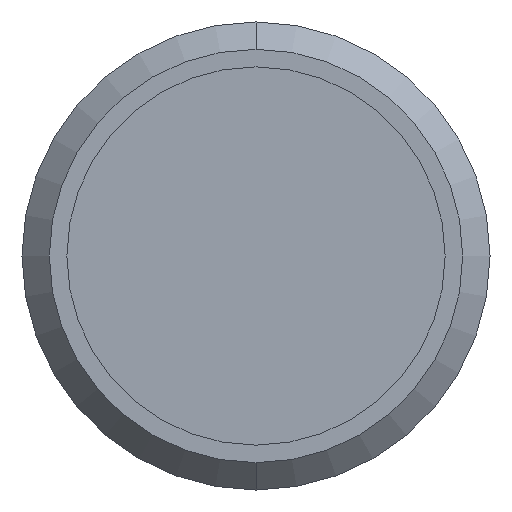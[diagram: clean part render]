
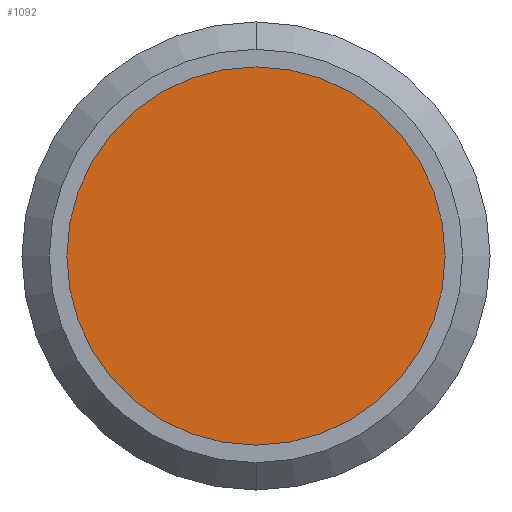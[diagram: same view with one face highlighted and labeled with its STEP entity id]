
A CAD part, front view. The second image highlights one B-rep face of the part: STEP entity #1092.
In plain terms, the highlighted planar face has unit normal (0, -1, 0).
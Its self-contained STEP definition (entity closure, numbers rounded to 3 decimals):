
#1092=ADVANCED_FACE('',(#2213),#2214,.T.);
#2213=FACE_OUTER_BOUND('',#3350,.T.);
#2214=PLANE('',#3351);
#3350=EDGE_LOOP('',(#6292,#6293));
#3351=AXIS2_PLACEMENT_3D('',#6294,#6295,#6296);
#6292=ORIENTED_EDGE('',*,*,#6522,.T.);
#6293=ORIENTED_EDGE('',*,*,#7584,.T.);
#6294=CARTESIAN_POINT('',(0.0,-0.01,2.425));
#6295=DIRECTION('',(0.0,-1.0,0.0));
#6296=DIRECTION('',(0.0,0.0,1.0));
#6522=EDGE_CURVE('',#7709,#7713,#7715,.T.);
#7584=EDGE_CURVE('',#7713,#7709,#9156,.T.);
#7709=VERTEX_POINT('',#9513);
#7713=VERTEX_POINT('',#9518);
#7715=CIRCLE('',#9521,4.85);
#9156=CIRCLE('',#11814,4.85);
#9513=CARTESIAN_POINT('',(0.0,-0.01,4.85));
#9518=CARTESIAN_POINT('',(0.,-0.01,-4.85));
#9521=AXIS2_PLACEMENT_3D('',#11984,#11985,#11986);
#11814=AXIS2_PLACEMENT_3D('',#13373,#13374,#13375);
#11984=CARTESIAN_POINT('',(0.0,-0.01,0.0));
#11985=DIRECTION('',(0.0,-1.0,0.0));
#11986=DIRECTION('',(0.0,0.0,1.0));
#13373=CARTESIAN_POINT('',(0.0,-0.01,0.0));
#13374=DIRECTION('',(0.0,-1.0,0.0));
#13375=DIRECTION('',(0.0,0.0,1.0));
